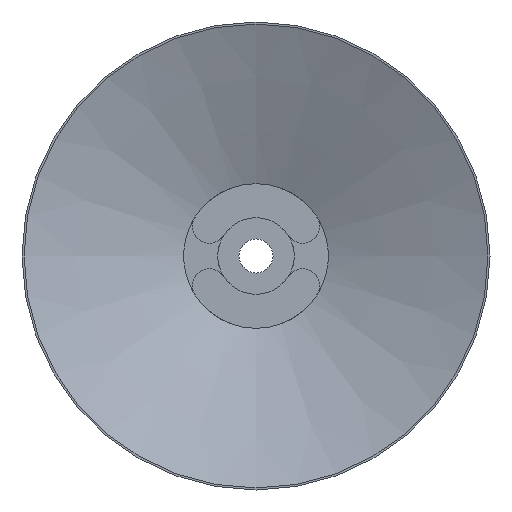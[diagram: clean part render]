
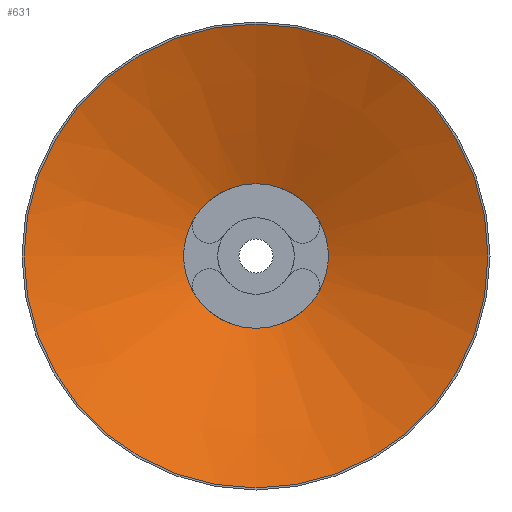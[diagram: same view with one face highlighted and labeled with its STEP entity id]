
A CAD part, front view. The second image highlights one B-rep face of the part: STEP entity #631.
In plain terms, the highlighted conical face has half-angle 68 degrees and reference radius 27.26 mm.
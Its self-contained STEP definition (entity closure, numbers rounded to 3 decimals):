
#63=CONICAL_SURFACE('',#726,27.26,1.187);
#233=ORIENTED_EDGE('',*,*,#280,.F.);
#234=ORIENTED_EDGE('',*,*,#342,.T.);
#280=EDGE_CURVE('',#363,#363,#416,.T.);
#342=EDGE_CURVE('',#405,#405,#448,.T.);
#363=VERTEX_POINT('',#959);
#405=VERTEX_POINT('',#1169);
#416=CIRCLE('',#659,8.5);
#448=CIRCLE('',#725,27.26);
#507=EDGE_LOOP('',(#233));
#508=EDGE_LOOP('',(#234));
#571=FACE_BOUND('',#507,.T.);
#572=FACE_BOUND('',#508,.T.);
#631=ADVANCED_FACE('',(#571,#572),#63,.F.);
#659=AXIS2_PLACEMENT_3D('',#958,#760,#761);
#725=AXIS2_PLACEMENT_3D('',#1168,#898,#899);
#726=AXIS2_PLACEMENT_3D('',#1170,#900,#901);
#760=DIRECTION('',(0.,-1.,0.));
#761=DIRECTION('',(0.,0.,-1.));
#898=DIRECTION('',(0.,-1.,0.));
#899=DIRECTION('',(0.,0.,-1.));
#900=DIRECTION('',(0.,-1.,0.));
#901=DIRECTION('',(0.,0.,-1.));
#958=CARTESIAN_POINT('',(0.,7.58,0.));
#959=CARTESIAN_POINT('',(0.,7.58,-8.5));
#1168=CARTESIAN_POINT('',(0.,0.,0.));
#1169=CARTESIAN_POINT('',(0.,0.,-27.26));
#1170=CARTESIAN_POINT('',(0.,0.,0.));
